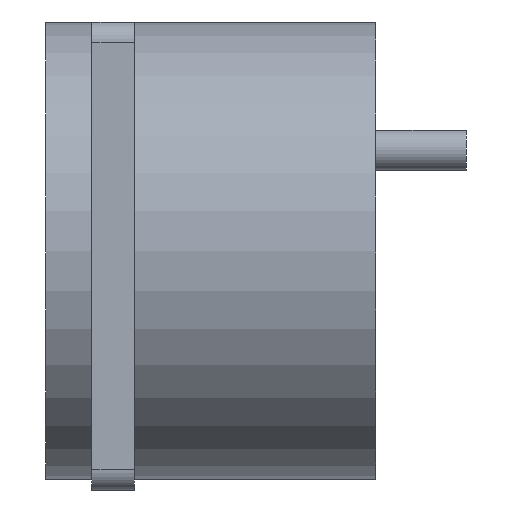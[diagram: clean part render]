
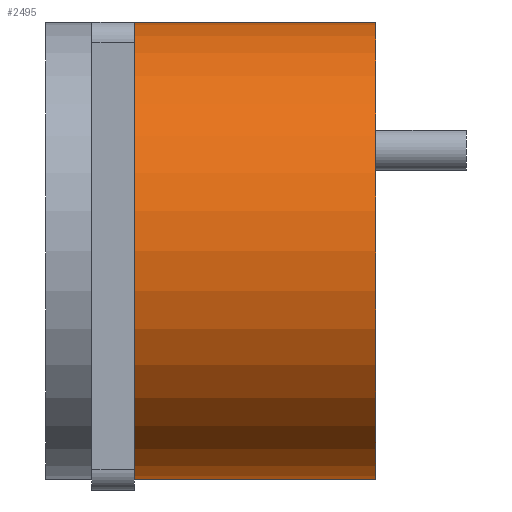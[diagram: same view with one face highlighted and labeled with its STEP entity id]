
A CAD part, left-side view. The second image highlights one B-rep face of the part: STEP entity #2495.
In plain terms, the highlighted cylindrical face has radius 22.75 mm (diameter 45.5 mm), a partial arc.
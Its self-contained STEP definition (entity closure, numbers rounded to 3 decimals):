
#76 = CARTESIAN_POINT ( 'NONE',  ( 0., 0., 0. ) ) ;
#149 = CARTESIAN_POINT ( 'NONE',  ( 0., -24., -22.75 ) ) ;
#217 = ORIENTED_EDGE ( 'NONE', *, *, #1324, .T. ) ;
#379 = ORIENTED_EDGE ( 'NONE', *, *, #2699, .F. ) ;
#406 = DIRECTION ( 'NONE',  ( 0., 1., 0. ) ) ;
#460 = CYLINDRICAL_SURFACE ( 'NONE', #706, 22.75 ) ;
#522 = AXIS2_PLACEMENT_3D ( 'NONE', #76, #406, #1926 ) ;
#706 = AXIS2_PLACEMENT_3D ( 'NONE', #3395, #1665, #1378 ) ;
#768 = EDGE_LOOP ( 'NONE', ( #1741, #2048, #217, #379 ) ) ;
#874 = VERTEX_POINT ( 'NONE', #3044 ) ;
#937 = CARTESIAN_POINT ( 'NONE',  ( 0., -24., 22.75 ) ) ;
#1185 = DIRECTION ( 'NONE',  ( 0., 1., 0. ) ) ;
#1299 = CARTESIAN_POINT ( 'NONE',  ( 0., -24., 22.75 ) ) ;
#1324 = EDGE_CURVE ( 'NONE', #3393, #874, #2033, .T. ) ;
#1378 = DIRECTION ( 'NONE',  ( 0., 0., 1. ) ) ;
#1430 = VECTOR ( 'NONE', #1185, 1000. ) ;
#1560 = CIRCLE ( 'NONE', #2889, 22.75 ) ;
#1571 = EDGE_CURVE ( 'NONE', #3373, #3393, #1560, .T. ) ;
#1665 = DIRECTION ( 'NONE',  ( 0., 1., 0. ) ) ;
#1741 = ORIENTED_EDGE ( 'NONE', *, *, #2172, .F. ) ;
#1926 = DIRECTION ( 'NONE',  ( 0., 0., 1. ) ) ;
#2033 = LINE ( 'NONE', #937, #1430 ) ;
#2048 = ORIENTED_EDGE ( 'NONE', *, *, #1571, .T. ) ;
#2172 = EDGE_CURVE ( 'NONE', #3373, #2353, #2329, .T. ) ;
#2195 = FACE_OUTER_BOUND ( 'NONE', #768, .T. ) ;
#2315 = CARTESIAN_POINT ( 'NONE',  ( 0., -24., -22.75 ) ) ;
#2329 = LINE ( 'NONE', #2315, #3732 ) ;
#2346 = CIRCLE ( 'NONE', #522, 22.75 ) ;
#2353 = VERTEX_POINT ( 'NONE', #2387 ) ;
#2387 = CARTESIAN_POINT ( 'NONE',  ( 0., 0., -22.75 ) ) ;
#2495 = ADVANCED_FACE ( 'NONE', ( #2195 ), #460, .T. ) ;
#2526 = DIRECTION ( 'NONE',  ( 0., 1., 0. ) ) ;
#2547 = DIRECTION ( 'NONE',  ( 0., 0., 1. ) ) ;
#2699 = EDGE_CURVE ( 'NONE', #2353, #874, #2346, .T. ) ;
#2866 = CARTESIAN_POINT ( 'NONE',  ( 0., -24., 0. ) ) ;
#2889 = AXIS2_PLACEMENT_3D ( 'NONE', #2866, #2526, #2547 ) ;
#3044 = CARTESIAN_POINT ( 'NONE',  ( 0., 0., 22.75 ) ) ;
#3373 = VERTEX_POINT ( 'NONE', #149 ) ;
#3393 = VERTEX_POINT ( 'NONE', #1299 ) ;
#3395 = CARTESIAN_POINT ( 'NONE',  ( 0., -24., 0. ) ) ;
#3525 = DIRECTION ( 'NONE',  ( 0., 1., 0. ) ) ;
#3732 = VECTOR ( 'NONE', #3525, 1000. ) ;
